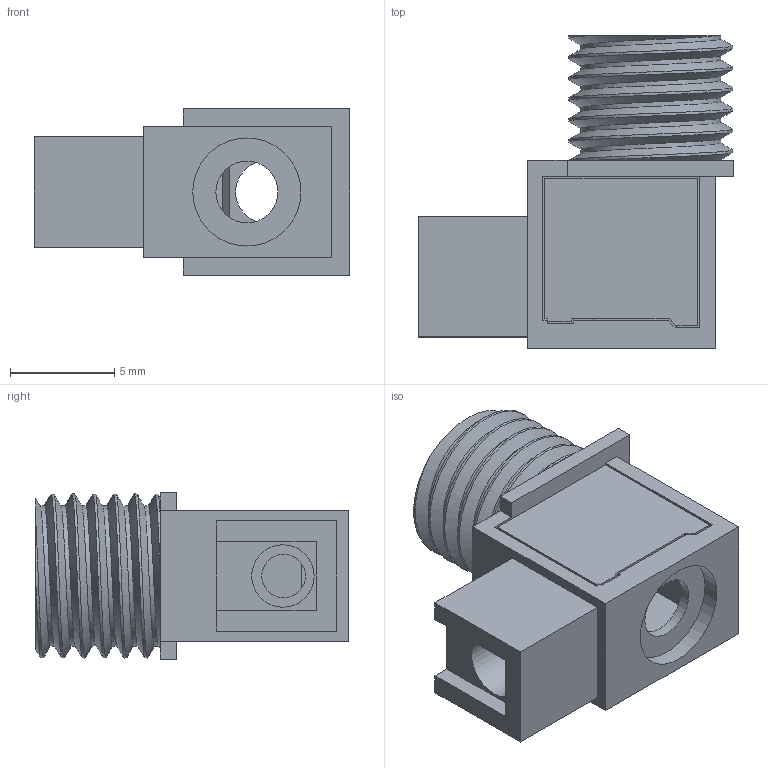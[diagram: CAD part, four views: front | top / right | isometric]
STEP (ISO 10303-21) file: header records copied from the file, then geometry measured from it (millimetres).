
FILE_DESCRIPTION(/* description */ (''),/* implementation_level */ '2;1');
FILE_NAME(/* name */ 'Filter box P1.0.step',/* time_stamp */ '2018-01-23T15:04:26-05:00',/* author */ (''),/* organization */ (''),/* preprocessor_version */ 'ST-DEVELOPER v16.13',/* originating_system */ 'Autodesk Translation Framework v6.5.0.72',/* authorisation */ '');
FILE_SCHEMA (('AUTOMOTIVE_DESIGN { 1 0 10303 214 3 1 1 }'));
Length unit declared in the file: millimetre
Products named in the file (1): Filter box P1.0
Bounding box: 15.15 x 15.04 x 8 mm (x, y, z)
Volume: 568.1 mm3; surface area: 1260.5 mm2
Topology: 2 solids, 2 shells, 88 faces, 234 edges, 156 vertices
Faces by surface type: plane 63, cylinder 23, bspline 2
Full cylindrical faces by diameter (mm): 2.098 x2, 2.98 x1, 3 x3, 5.2 x1, 5.6 x1, 6.744 x6, 7.884 x5
Entity records: 3795 total; most frequent: CARTESIAN_POINT 1591, ORIENTED_EDGE 468, DIRECTION 399, EDGE_CURVE 234, LINE 179, VECTOR 179, VERTEX_POINT 156, AXIS2_PLACEMENT_3D 110
